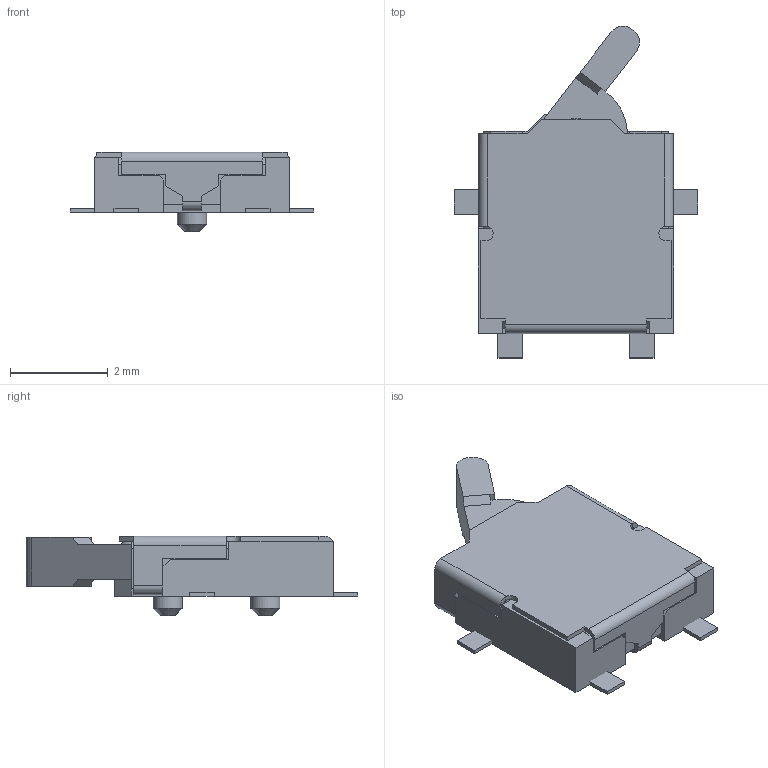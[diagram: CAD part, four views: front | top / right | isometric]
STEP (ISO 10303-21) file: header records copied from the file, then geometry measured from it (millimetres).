
FILE_DESCRIPTION( ( '' ), ' ' );
FILE_NAME( '5a769cd95099d70f1dcb693b.step', '2018-02-04T05:40:41', ( '' ), ( '' ), ' ', ' ', ' ' );
FILE_SCHEMA( ( 'AUTOMOTIVE_DESIGN { 1 0 10303 214 1 1 1 1 }' ) );
Length unit declared in the file: metre
Products named in the file (15): sw-131-e18ts-f-sk-1-1 <1>; sw-131-e18ts-f-sk-1; sw-131-e18cs-boss-pc-1 <1>; sw-131-e18cs-boss-pc-1; sw-131-e18ts-f-sk-1 <1>; sw-131-e18lv3-sk-1 <1>; sw-131-e18lv3-sk-1; sw-131-e18ts-f-sk-1-2 <1>; sw-131-e18fm4-sk-1 <1>; sw-131-e18fm4-sk-1; sw-131-e18ts-f-sk-1-3 <1>; Assem1
Assembly tree (14 placements, depth 3):
  Assem1
    sw-131-e18lv3-sk-1 <1>
      sw-131-e18lv3-sk-1
    sw-131-e18fm4-sk-1 <1>
      sw-131-e18fm4-sk-1
    sw-131-e18ts-f-sk-1 <1>
      sw-131-e18ts-f-sk-1
    sw-131-e18ts-f-sk-1-1 <1>
      sw-131-e18ts-f-sk-1
    sw-131-e18ts-f-sk-1-2 <1>
      sw-131-e18ts-f-sk-1
    sw-131-e18ts-f-sk-1-3 <1>
      sw-131-e18ts-f-sk-1
    sw-131-e18cs-boss-pc-1 <1>
      sw-131-e18cs-boss-pc-1
Bounding box: 5 x 6.81 x 1.63 mm (x, y, z)
Volume: 22 mm3; surface area: 119.7 mm2
Topology: 7 solids, 7 shells, 170 faces, 455 edges, 302 vertices
Faces by surface type: plane 146, cylinder 21, cone 3
Full cylindrical faces by diameter (mm): 0.6 x3, 0.64 x1
Entity records: 6846 total; most frequent: CARTESIAN_POINT 954, ORIENTED_EDGE 890, DIRECTION 870, EDGE_CURVE 445, LINE 396, VECTOR 396, VERTEX_POINT 299, AXIS2_PLACEMENT_3D 237
